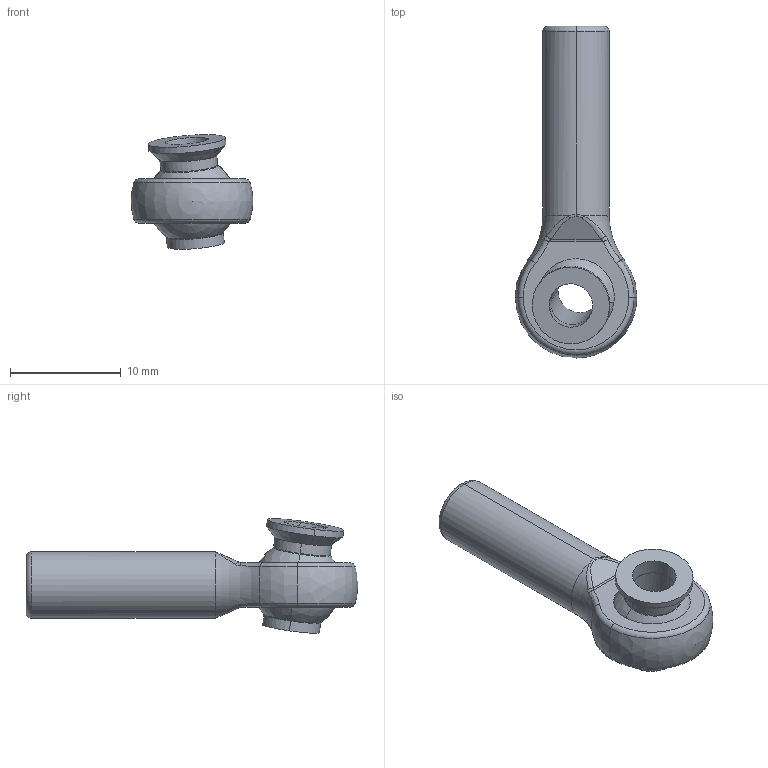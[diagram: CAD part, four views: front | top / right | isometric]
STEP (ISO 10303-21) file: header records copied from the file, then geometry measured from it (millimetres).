
FILE_DESCRIPTION (( 'STEP AP203' ), '1' );
FILE_NAME ('2903-0004-0245 assembly.STEP', '2017-04-12T20:46:11', ( '' ), ( '' ), 'SwSTEP 2.0', 'SolidWorks 2016', '' );
FILE_SCHEMA (( 'CONFIG_CONTROL_DESIGN' ));
Length unit declared in the file: inch
Products named in the file (4): 2903-0004-0245 cup; 2903-0004-0245 assembly; 2903-0004-0245 body; 2903-0004-0245 ball
Assembly tree (3 placements, depth 2):
  2903-0004-0245 assembly
    2903-0004-0245 body
    2903-0004-0245 ball
    2903-0004-0245 cup
Bounding box: 11 x 30 x 10.36 mm (x, y, z)
Volume: 780.2 mm3; surface area: 1361.7 mm2
Topology: 3 solids, 3 shells, 105 faces, 256 edges, 153 vertices
Faces by surface type: cylinder 31, plane 26, bspline 16, torus 14, cone 11, sphere 7
Entity records: 3626 total; most frequent: CARTESIAN_POINT 851, DIRECTION 528, ORIENTED_EDGE 486, EDGE_CURVE 243, AXIS2_PLACEMENT_3D 222, VERTEX_POINT 145, CIRCLE 127, EDGE_LOOP 112
